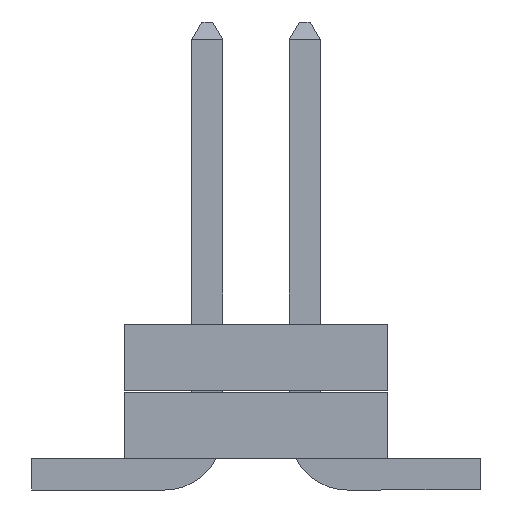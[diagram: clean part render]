
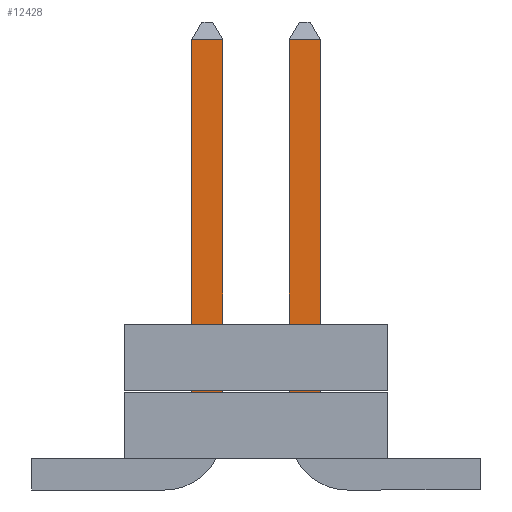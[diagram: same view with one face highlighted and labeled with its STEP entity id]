
A CAD part, left-side view. The second image highlights one B-rep face of the part: STEP entity #12428.
In plain terms, the highlighted planar face has unit normal (-1, 0, 0).
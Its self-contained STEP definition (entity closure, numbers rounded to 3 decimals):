
#221 = VERTEX_POINT('',#222);
#222 = CARTESIAN_POINT('',(-25.603,5.461,0.838));
#1823 = VERTEX_POINT('',#1824);
#1824 = CARTESIAN_POINT('',(-25.603,5.461,-0.838));
#4661 = VERTEX_POINT('',#4662);
#4662 = CARTESIAN_POINT('',(-25.603,5.461,-0.432));
#5903 = VERTEX_POINT('',#5904);
#5904 = CARTESIAN_POINT('',(-25.603,5.461,0.432));
#8429 = EDGE_CURVE('',#221,#8430,#8432,.T.);
#8430 = VERTEX_POINT('',#8431);
#8431 = CARTESIAN_POINT('',(-25.603,0.301,0.838));
#8432 = LINE('',#8433,#8434);
#8433 = CARTESIAN_POINT('',(-25.603,5.461,0.838));
#8434 = VECTOR('',#8435,1.);
#8435 = DIRECTION('',(0.,-1.,0.));
#9380 = EDGE_CURVE('',#8430,#9381,#9383,.T.);
#9381 = VERTEX_POINT('',#9382);
#9382 = CARTESIAN_POINT('',(-25.603,0.301,-0.838));
#9383 = LINE('',#9384,#9385);
#9384 = CARTESIAN_POINT('',(-25.603,0.301,0.838));
#9385 = VECTOR('',#9386,1.);
#9386 = DIRECTION('',(0.,0.,-1.));
#10338 = EDGE_CURVE('',#9381,#1823,#10339,.T.);
#10339 = LINE('',#10340,#10341);
#10340 = CARTESIAN_POINT('',(-25.603,0.301,-0.838));
#10341 = VECTOR('',#10342,1.);
#10342 = DIRECTION('',(0.,1.,0.));
#10455 = EDGE_CURVE('',#4661,#10456,#10458,.T.);
#10456 = VERTEX_POINT('',#10457);
#10457 = CARTESIAN_POINT('',(-25.603,0.555,-0.432));
#10458 = LINE('',#10459,#10460);
#10459 = CARTESIAN_POINT('',(-25.603,5.461,-0.432));
#10460 = VECTOR('',#10461,1.);
#10461 = DIRECTION('',(0.,-1.,0.));
#11406 = EDGE_CURVE('',#10456,#11407,#11409,.T.);
#11407 = VERTEX_POINT('',#11408);
#11408 = CARTESIAN_POINT('',(-25.603,0.555,0.432));
#11409 = LINE('',#11410,#11411);
#11410 = CARTESIAN_POINT('',(-25.603,0.555,-0.432));
#11411 = VECTOR('',#11412,1.);
#11412 = DIRECTION('',(0.,0.,1.));
#12364 = EDGE_CURVE('',#11407,#5903,#12365,.T.);
#12365 = LINE('',#12366,#12367);
#12366 = CARTESIAN_POINT('',(-25.603,0.555,0.432));
#12367 = VECTOR('',#12368,1.);
#12368 = DIRECTION('',(0.,1.,0.));
#12428 = ADVANCED_FACE('',(#12429),#12449,.F.);
#12429 = FACE_BOUND('',#12430,.T.);
#12430 = EDGE_LOOP('',(#12431,#12432,#12433,#12439,#12440,#12441,#12442,
    #12448));
#12431 = ORIENTED_EDGE('',*,*,#9380,.F.);
#12432 = ORIENTED_EDGE('',*,*,#8429,.F.);
#12433 = ORIENTED_EDGE('',*,*,#12434,.T.);
#12434 = EDGE_CURVE('',#221,#5903,#12435,.T.);
#12435 = LINE('',#12436,#12437);
#12436 = CARTESIAN_POINT('',(-25.603,5.461,0.));
#12437 = VECTOR('',#12438,1.);
#12438 = DIRECTION('',(0.,0.,-1.));
#12439 = ORIENTED_EDGE('',*,*,#12364,.F.);
#12440 = ORIENTED_EDGE('',*,*,#11406,.F.);
#12441 = ORIENTED_EDGE('',*,*,#10455,.F.);
#12442 = ORIENTED_EDGE('',*,*,#12443,.T.);
#12443 = EDGE_CURVE('',#4661,#1823,#12444,.T.);
#12444 = LINE('',#12445,#12446);
#12445 = CARTESIAN_POINT('',(-25.603,5.461,0.));
#12446 = VECTOR('',#12447,1.);
#12447 = DIRECTION('',(0.,0.,-1.));
#12448 = ORIENTED_EDGE('',*,*,#10338,.F.);
#12449 = PLANE('',#12450);
#12450 = AXIS2_PLACEMENT_3D('',#12451,#12452,#12453);
#12451 = CARTESIAN_POINT('',(-25.603,0.,0.));
#12452 = DIRECTION('',(1.,0.,0.));
#12453 = DIRECTION('',(0.,0.,-1.));
